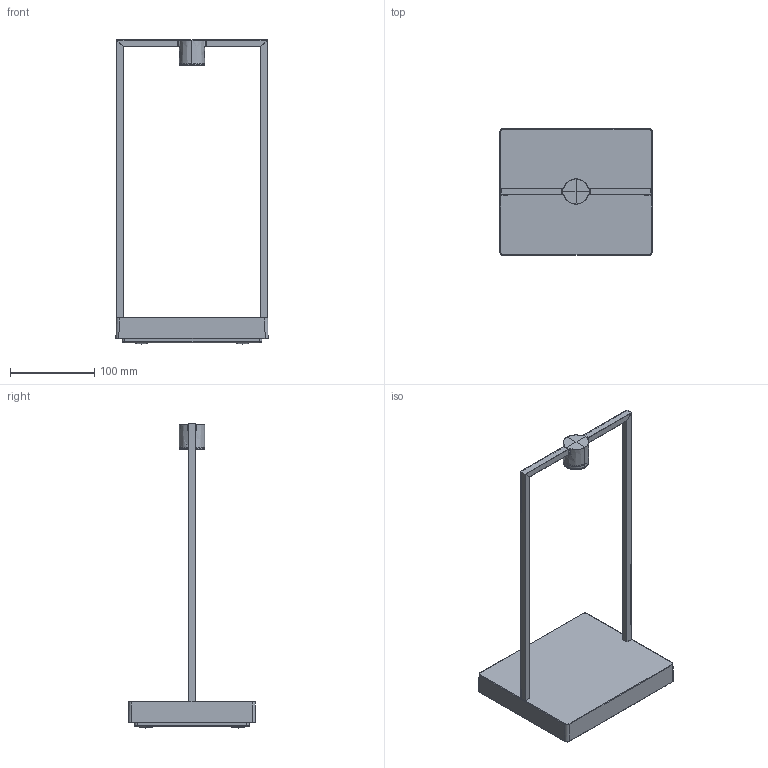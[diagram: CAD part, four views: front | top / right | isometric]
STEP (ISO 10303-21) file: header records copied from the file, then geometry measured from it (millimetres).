
FILE_DESCRIPTION(/* description */ (''),/* implementation_level */ '2;1');
FILE_NAME(/* name */ 'Curiosity 36',/* time_stamp */ '2020-10-08T11:37:09+02:00',/* author */ (''),/* organization */ (''),/* preprocessor_version */ 'ST-DEVELOPER v15',/* originating_system */ '',/* authorisation */ '');
FILE_SCHEMA (('AUTOMOTIVE_DESIGN'));
Length unit declared in the file: millimetre
Products named in the file (1): Document
Bounding box: 180.86 x 150.86 x 361.5 mm (x, y, z)
Volume: 825284.2 mm3; surface area: 125584.1 mm2
Topology: 8 solids, 8 shells, 240 faces, 569 edges, 345 vertices
Faces by surface type: bspline 145, plane 95
Entity records: 10620 total; most frequent: CARTESIAN_POINT 7149, ORIENTED_EDGE 1122, EDGE_CURVE 561, VERTEX_POINT 345, B_SPLINE_CURVE_WITH_KNOTS 311, EDGE_LOOP 258, ADVANCED_FACE 240, FACE_OUTER_BOUND 240
